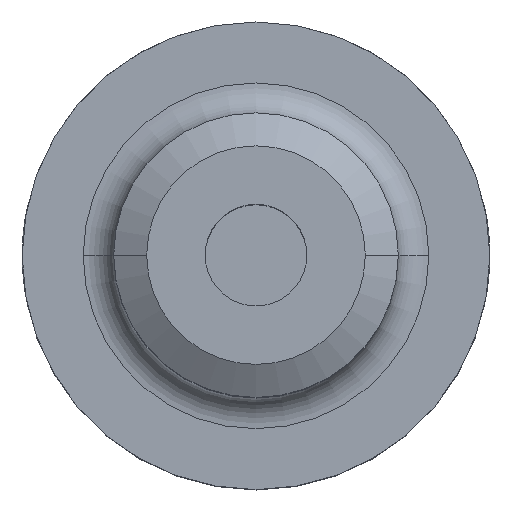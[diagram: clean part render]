
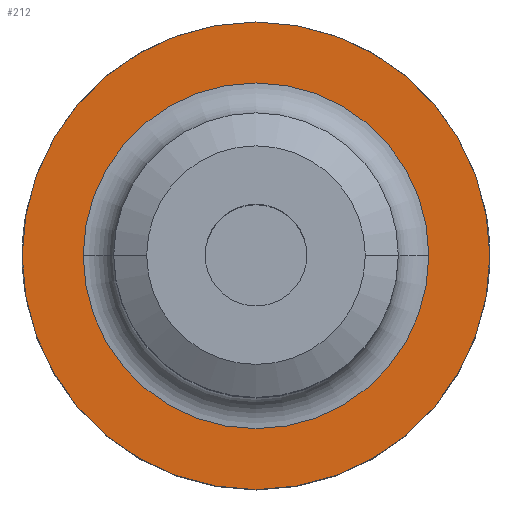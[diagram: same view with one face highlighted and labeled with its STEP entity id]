
A CAD part, top view. The second image highlights one B-rep face of the part: STEP entity #212.
In plain terms, the highlighted planar face has unit normal (0, 0, 1).
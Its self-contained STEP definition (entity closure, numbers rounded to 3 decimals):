
#27 = DIRECTION ( 'NONE',  ( 0., 0., -1. ) ) ;
#115 = EDGE_LOOP ( 'NONE', ( #1023, #1462 ) ) ;
#207 = CARTESIAN_POINT ( 'NONE',  ( -23., 0., 22. ) ) ;
#212 = ADVANCED_FACE ( 'NONE', ( #1806, #274 ), #849, .F. ) ;
#259 = CARTESIAN_POINT ( 'NONE',  ( 23., 0., 22. ) ) ;
#263 = EDGE_CURVE ( 'NONE', #1205, #880, #1324, .T. ) ;
#274 = FACE_OUTER_BOUND ( 'NONE', #505, .T. ) ;
#442 = AXIS2_PLACEMENT_3D ( 'NONE', #1414, #540, #1568 ) ;
#505 = EDGE_LOOP ( 'NONE', ( #661, #778 ) ) ;
#514 = VERTEX_POINT ( 'NONE', #887 ) ;
#540 = DIRECTION ( 'NONE',  ( 0., 0., -1. ) ) ;
#661 = ORIENTED_EDGE ( 'NONE', *, *, #1073, .F. ) ;
#677 = CARTESIAN_POINT ( 'NONE',  ( 0., 0., 22. ) ) ;
#698 = DIRECTION ( 'NONE',  ( 0., 0., -1. ) ) ;
#764 = CARTESIAN_POINT ( 'NONE',  ( 17., 0., 22. ) ) ;
#778 = ORIENTED_EDGE ( 'NONE', *, *, #263, .F. ) ;
#805 = DIRECTION ( 'NONE',  ( 0., 0., -1. ) ) ;
#820 = DIRECTION ( 'NONE',  ( -1., 0., 0. ) ) ;
#849 = PLANE ( 'NONE',  #1241 ) ;
#880 = VERTEX_POINT ( 'NONE', #207 ) ;
#887 = CARTESIAN_POINT ( 'NONE',  ( -17., 0., 22. ) ) ;
#1003 = CIRCLE ( 'NONE', #1157, 17. ) ;
#1014 = EDGE_CURVE ( 'NONE', #1601, #514, #1003, .T. ) ;
#1023 = ORIENTED_EDGE ( 'NONE', *, *, #1173, .T. ) ;
#1073 = EDGE_CURVE ( 'NONE', #880, #1205, #1638, .T. ) ;
#1157 = AXIS2_PLACEMENT_3D ( 'NONE', #1679, #805, #1825 ) ;
#1172 = CARTESIAN_POINT ( 'NONE',  ( 0., 0., 22. ) ) ;
#1173 = EDGE_CURVE ( 'NONE', #514, #1601, #1394, .T. ) ;
#1205 = VERTEX_POINT ( 'NONE', #259 ) ;
#1241 = AXIS2_PLACEMENT_3D ( 'NONE', #1172, #698, #1581 ) ;
#1324 = CIRCLE ( 'NONE', #1818, 23. ) ;
#1325 = DIRECTION ( 'NONE',  ( -1., 0., 0. ) ) ;
#1394 = CIRCLE ( 'NONE', #442, 17. ) ;
#1414 = CARTESIAN_POINT ( 'NONE',  ( 0., 0., 22. ) ) ;
#1462 = ORIENTED_EDGE ( 'NONE', *, *, #1014, .T. ) ;
#1472 = CARTESIAN_POINT ( 'NONE',  ( 0., 0., 22. ) ) ;
#1568 = DIRECTION ( 'NONE',  ( -1., 0., 0. ) ) ;
#1581 = DIRECTION ( 'NONE',  ( -1., 0., 0. ) ) ;
#1601 = VERTEX_POINT ( 'NONE', #764 ) ;
#1638 = CIRCLE ( 'NONE', #1740, 23. ) ;
#1679 = CARTESIAN_POINT ( 'NONE',  ( 0., 0., 22. ) ) ;
#1696 = DIRECTION ( 'NONE',  ( 0., 0., -1. ) ) ;
#1740 = AXIS2_PLACEMENT_3D ( 'NONE', #677, #1696, #820 ) ;
#1806 = FACE_BOUND ( 'NONE', #115, .T. ) ;
#1818 = AXIS2_PLACEMENT_3D ( 'NONE', #1472, #27, #1325 ) ;
#1825 = DIRECTION ( 'NONE',  ( -1., 0., 0. ) ) ;
